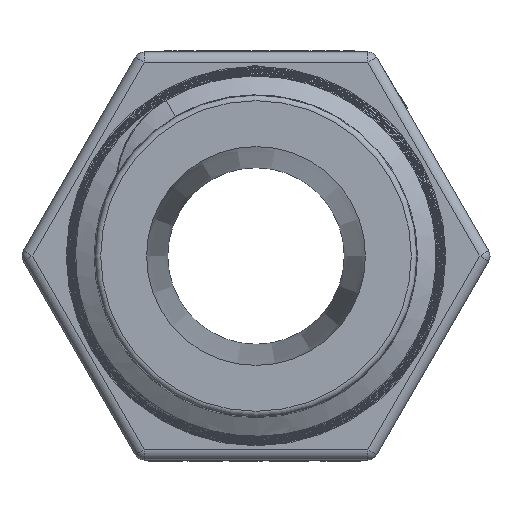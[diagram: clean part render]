
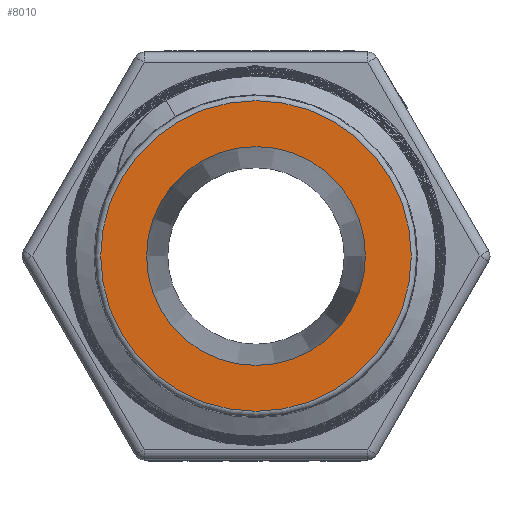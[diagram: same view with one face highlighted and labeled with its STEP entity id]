
A CAD part, left-side view. The second image highlights one B-rep face of the part: STEP entity #8010.
In plain terms, the highlighted planar face has unit normal (-1, 0, 0).
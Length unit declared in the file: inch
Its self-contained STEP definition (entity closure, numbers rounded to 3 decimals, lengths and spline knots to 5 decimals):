
#80=FACE_BOUND('',#1114,.T.);
#297=PLANE('',#8592);
#614=FACE_OUTER_BOUND('',#1113,.T.);
#1113=EDGE_LOOP('',(#6077));
#1114=EDGE_LOOP('',(#6078));
#1596=CIRCLE('',#8589,0.44);
#1598=CIRCLE('',#8593,0.31);
#3867=VERTEX_POINT('',#16300);
#3869=VERTEX_POINT('',#16320);
#4728=EDGE_CURVE('',#3867,#3867,#1596,.T.);
#4731=EDGE_CURVE('',#3869,#3869,#1598,.T.);
#6077=ORIENTED_EDGE('',*,*,#4728,.F.);
#6078=ORIENTED_EDGE('',*,*,#4731,.T.);
#8010=ADVANCED_FACE('',(#614,#80),#297,.T.);
#8589=AXIS2_PLACEMENT_3D('',#16302,#9416,#9417);
#8592=AXIS2_PLACEMENT_3D('',#16319,#9422,#9423);
#8593=AXIS2_PLACEMENT_3D('',#16321,#9424,#9425);
#9416=DIRECTION('center_axis',(1.,0.,0.));
#9417=DIRECTION('ref_axis',(0.,-1.,0.));
#9422=DIRECTION('center_axis',(-1.,0.,0.));
#9423=DIRECTION('ref_axis',(0.,0.,1.));
#9424=DIRECTION('center_axis',(1.,0.,0.));
#9425=DIRECTION('ref_axis',(0.,0.,-1.));
#16300=CARTESIAN_POINT('',(0.,0.,0.44));
#16302=CARTESIAN_POINT('Origin',(0.,0.,0.));
#16319=CARTESIAN_POINT('Origin',(0.,0.45515,
0.));
#16320=CARTESIAN_POINT('',(0.,-0.31,0.));
#16321=CARTESIAN_POINT('Origin',(0.,0.,0.));
